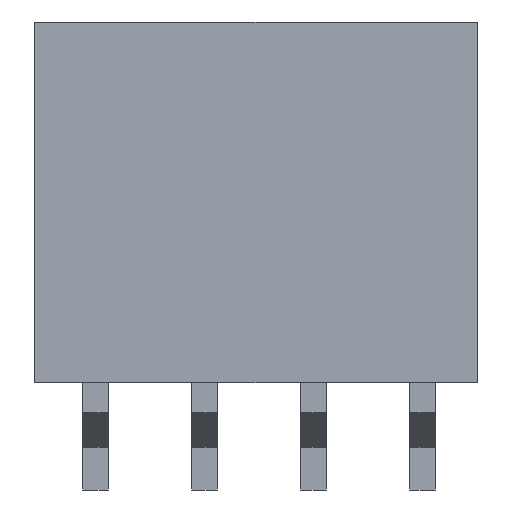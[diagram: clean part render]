
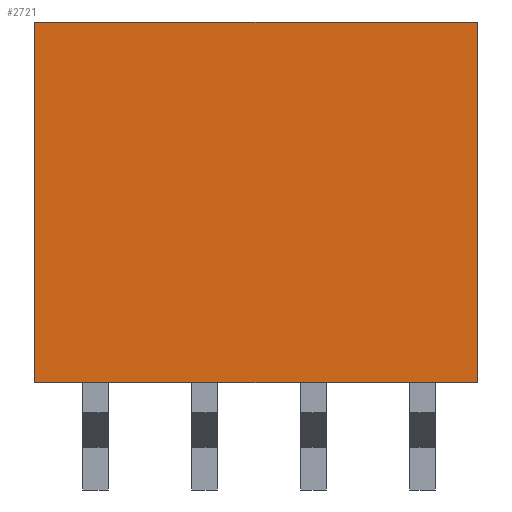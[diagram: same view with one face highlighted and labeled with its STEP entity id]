
A CAD part, front view. The second image highlights one B-rep face of the part: STEP entity #2721.
In plain terms, the highlighted planar face has unit normal (0, -1, 0).
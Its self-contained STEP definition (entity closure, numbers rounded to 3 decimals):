
#147=FACE_OUTER_BOUND('',#277,.T.);
#277=EDGE_LOOP('',(#2025,#2026,#2027,#2028));
#521=LINE('',#3955,#897);
#550=LINE('',#4012,#926);
#551=LINE('',#4014,#927);
#552=LINE('',#4015,#928);
#897=VECTOR('',#3203,10.);
#926=VECTOR('',#3238,1000.);
#927=VECTOR('',#3239,1000.);
#928=VECTOR('',#3240,1000.);
#1255=VERTEX_POINT('',#3951);
#1257=VERTEX_POINT('',#3954);
#1282=VERTEX_POINT('',#4011);
#1283=VERTEX_POINT('',#4013);
#1539=EDGE_CURVE('',#1257,#1255,#521,.T.);
#1568=EDGE_CURVE('',#1255,#1282,#550,.T.);
#1569=EDGE_CURVE('',#1283,#1282,#551,.T.);
#1570=EDGE_CURVE('',#1257,#1283,#552,.T.);
#2025=ORIENTED_EDGE('',*,*,#1539,.T.);
#2026=ORIENTED_EDGE('',*,*,#1568,.T.);
#2027=ORIENTED_EDGE('',*,*,#1569,.F.);
#2028=ORIENTED_EDGE('',*,*,#1570,.F.);
#2599=PLANE('',#2875);
#2721=ADVANCED_FACE('',(#147),#2599,.T.);
#2875=AXIS2_PLACEMENT_3D('',#4010,#3236,#3237);
#3203=DIRECTION('',(0.,0.,-1.));
#3236=DIRECTION('center_axis',(0.,-1.,0.));
#3237=DIRECTION('ref_axis',(0.,0.,-1.));
#3238=DIRECTION('',(1.,0.,0.));
#3239=DIRECTION('',(0.,0.,-1.));
#3240=DIRECTION('',(1.,0.,0.));
#3951=CARTESIAN_POINT('',(39.23,-1.27,0.));
#3954=CARTESIAN_POINT('',(39.23,-1.27,8.4));
#3955=CARTESIAN_POINT('',(39.23,-1.27,1.2));
#4010=CARTESIAN_POINT('Origin',(24.13,-1.27,0.));
#4011=CARTESIAN_POINT('',(49.53,-1.27,0.));
#4012=CARTESIAN_POINT('',(-1.27,-1.27,0.));
#4013=CARTESIAN_POINT('',(49.53,-1.27,8.4));
#4014=CARTESIAN_POINT('',(49.53,-1.27,0.));
#4015=CARTESIAN_POINT('',(25.4,-1.27,8.4));
